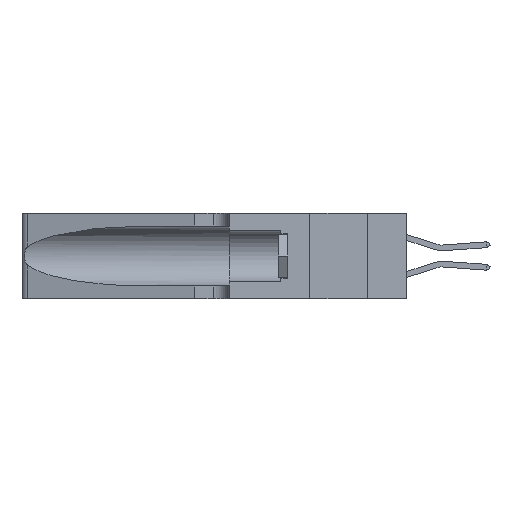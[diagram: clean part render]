
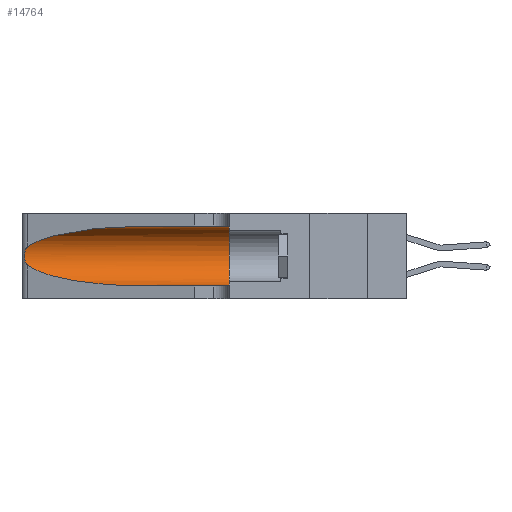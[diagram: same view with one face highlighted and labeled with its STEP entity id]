
A CAD part, left-side view. The second image highlights one B-rep face of the part: STEP entity #14764.
In plain terms, the highlighted cylindrical face has radius 3.308 mm (diameter 6.617 mm), a partial arc.
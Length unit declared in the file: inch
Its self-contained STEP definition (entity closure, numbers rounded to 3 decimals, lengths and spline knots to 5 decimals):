
#118 = ORIENTED_EDGE ( 'NONE', *, *, #26472, .T. ) ;
#1011 = AXIS2_PLACEMENT_3D ( 'NONE', #14644, #18835, #24742 ) ;
#1015 = VERTEX_POINT ( 'NONE', #20199 ) ;
#1351 = CARTESIAN_POINT ( 'NONE',  ( 0.25487, 1.22718, 0.22369 ) ) ;
#1374 = CIRCLE ( 'NONE', #14782, 0.13025 ) ;
#1722 =( BOUNDED_CURVE ( )  B_SPLINE_CURVE ( 3, ( #25467, #15076, #2552, #17066 ),
 .UNSPECIFIED., .F., .F. ) 
 B_SPLINE_CURVE_WITH_KNOTS ( ( 4, 4 ),
 ( 3.44316, 4.71239 ),
 .UNSPECIFIED. ) 
 CURVE ( )  GEOMETRIC_REPRESENTATION_ITEM ( )  RATIONAL_B_SPLINE_CURVE ( ( 1., 0.87, 0.87, 1. ) ) 
 REPRESENTATION_ITEM ( '' )  );
#2393 = EDGE_CURVE ( 'NONE', #22034, #21695, #24589, .T. ) ;
#2493 = VECTOR ( 'NONE', #8256, 39.37008 ) ;
#2499 = ORIENTED_EDGE ( 'NONE', *, *, #25695, .T. ) ;
#2552 = CARTESIAN_POINT ( 'NONE',  ( 0.18966, 0.96281, 0.05475 ) ) ;
#2639 = VERTEX_POINT ( 'NONE', #8525 ) ;
#2992 = LINE ( 'NONE', #8123, #21852 ) ;
#4149 = CARTESIAN_POINT ( 'NONE',  ( 0.1305, 1.61858, 0.31525 ) ) ;
#4599 = FACE_OUTER_BOUND ( 'NONE', #16252, .T. ) ;
#4702 = CARTESIAN_POINT ( 'NONE',  ( 0.1305, 0.35, 0.185 ) ) ;
#5138 = CARTESIAN_POINT ( 'NONE',  ( 0.25787, 1.23484, 0.2124 ) ) ;
#5237 = CARTESIAN_POINT ( 'NONE',  ( 0.25639, 1.23184, 0.21858 ) ) ;
#5534 = B_SPLINE_CURVE_WITH_KNOTS ( 'NONE', 3,
 ( #1351, #15569, #5237, #5138, #7235, #19764, #7325, #22044, #21693, #9240, #23755, #11331, #25879, #23938 ),
 .UNSPECIFIED., .F., .F.,
 ( 4, 2, 2, 2, 2, 2, 4 ),
 ( 0., 0.00027, 0.00053, 0.00107, 0.0016, 0.00187, 0.00214 ),
 .UNSPECIFIED. ) ;
#5594 = CARTESIAN_POINT ( 'NONE',  ( 0.1305, 0.35, 0.31525 ) ) ;
#5843 = DIRECTION ( 'NONE',  ( 0., -1., 0. ) ) ;
#6028 =( BOUNDED_CURVE ( )  B_SPLINE_CURVE ( 3, ( #10198, #8289, #7922, #24717 ),
 .UNSPECIFIED., .F., .F. ) 
 B_SPLINE_CURVE_WITH_KNOTS ( ( 4, 4 ),
 ( 1.5708, 2.84003 ),
 .UNSPECIFIED. ) 
 CURVE ( )  GEOMETRIC_REPRESENTATION_ITEM ( )  RATIONAL_B_SPLINE_CURVE ( ( 1., 0.87, 0.87, 1. ) ) 
 REPRESENTATION_ITEM ( '' )  );
#7235 = CARTESIAN_POINT ( 'NONE',  ( 0.25854, 1.2359, 0.20912 ) ) ;
#7325 = CARTESIAN_POINT ( 'NONE',  ( 0.26075, 1.23896, 0.19203 ) ) ;
#7922 = CARTESIAN_POINT ( 'NONE',  ( 0.2373, 1.15595, 0.28018 ) ) ;
#8111 = ORIENTED_EDGE ( 'NONE', *, *, #22665, .T. ) ;
#8123 = CARTESIAN_POINT ( 'NONE',  ( 0.1305, 1.61858, 0.05475 ) ) ;
#8256 = DIRECTION ( 'NONE',  ( 0., -1., 0. ) ) ;
#8289 = CARTESIAN_POINT ( 'NONE',  ( 0.18966, 0.96281, 0.31525 ) ) ;
#8525 = CARTESIAN_POINT ( 'NONE',  ( 0.1305, 0.72297, 0.05475 ) ) ;
#9240 = CARTESIAN_POINT ( 'NONE',  ( 0.25856, 1.23593, 0.16098 ) ) ;
#10146 = CYLINDRICAL_SURFACE ( 'NONE', #1011, 0.13025 ) ;
#10198 = CARTESIAN_POINT ( 'NONE',  ( 0.1305, 0.72297, 0.31525 ) ) ;
#10885 = DIRECTION ( 'NONE',  ( 0., 0., 1. ) ) ;
#11025 = CARTESIAN_POINT ( 'NONE',  ( 0.1305, 0.35, 0.05475 ) ) ;
#11101 = ORIENTED_EDGE ( 'NONE', *, *, #18904, .T. ) ;
#11331 = CARTESIAN_POINT ( 'NONE',  ( 0.25639, 1.23186, 0.15144 ) ) ;
#14644 = CARTESIAN_POINT ( 'NONE',  ( 0.1305, 1.61858, 0.185 ) ) ;
#14764 = ADVANCED_FACE ( 'NONE', ( #4599 ), #10146, .F. ) ;
#14782 = AXIS2_PLACEMENT_3D ( 'NONE', #4702, #15321, #10885 ) ;
#15076 = CARTESIAN_POINT ( 'NONE',  ( 0.2373, 1.15595, 0.08982 ) ) ;
#15321 = DIRECTION ( 'NONE',  ( 0., 1., 0. ) ) ;
#15569 = CARTESIAN_POINT ( 'NONE',  ( 0.25555, 1.22994, 0.2215 ) ) ;
#16252 = EDGE_LOOP ( 'NONE', ( #8111, #11101, #118, #2499, #24466, #17772 ) ) ;
#17066 = CARTESIAN_POINT ( 'NONE',  ( 0.1305, 0.72297, 0.05475 ) ) ;
#17772 = ORIENTED_EDGE ( 'NONE', *, *, #2393, .F. ) ;
#18595 = CARTESIAN_POINT ( 'NONE',  ( 0.1305, 0.72297, 0.31525 ) ) ;
#18748 = EDGE_CURVE ( 'NONE', #21695, #22197, #1374, .T. ) ;
#18835 = DIRECTION ( 'NONE',  ( 0., -1., 0. ) ) ;
#18904 = EDGE_CURVE ( 'NONE', #1015, #21933, #5534, .T. ) ;
#19764 = CARTESIAN_POINT ( 'NONE',  ( 0.26018, 1.23835, 0.19895 ) ) ;
#20199 = CARTESIAN_POINT ( 'NONE',  ( 0.25487, 1.22718, 0.22369 ) ) ;
#21693 = CARTESIAN_POINT ( 'NONE',  ( 0.26017, 1.23833, 0.17102 ) ) ;
#21695 = VERTEX_POINT ( 'NONE', #5594 ) ;
#21852 = VECTOR ( 'NONE', #5843, 39.37008 ) ;
#21933 = VERTEX_POINT ( 'NONE', #26509 ) ;
#22034 = VERTEX_POINT ( 'NONE', #18595 ) ;
#22044 = CARTESIAN_POINT ( 'NONE',  ( 0.26075, 1.23896, 0.178 ) ) ;
#22197 = VERTEX_POINT ( 'NONE', #11025 ) ;
#22665 = EDGE_CURVE ( 'NONE', #22034, #1015, #6028, .T. ) ;
#23755 = CARTESIAN_POINT ( 'NONE',  ( 0.25789, 1.23486, 0.15765 ) ) ;
#23938 = CARTESIAN_POINT ( 'NONE',  ( 0.25487, 1.22718, 0.14631 ) ) ;
#24466 = ORIENTED_EDGE ( 'NONE', *, *, #18748, .F. ) ;
#24589 = LINE ( 'NONE', #4149, #2493 ) ;
#24717 = CARTESIAN_POINT ( 'NONE',  ( 0.25487, 1.22718, 0.22369 ) ) ;
#24742 = DIRECTION ( 'NONE',  ( 0., 0., -1. ) ) ;
#25467 = CARTESIAN_POINT ( 'NONE',  ( 0.25487, 1.22718, 0.14631 ) ) ;
#25695 = EDGE_CURVE ( 'NONE', #2639, #22197, #2992, .T. ) ;
#25879 = CARTESIAN_POINT ( 'NONE',  ( 0.25555, 1.22993, 0.14849 ) ) ;
#26472 = EDGE_CURVE ( 'NONE', #21933, #2639, #1722, .T. ) ;
#26509 = CARTESIAN_POINT ( 'NONE',  ( 0.25487, 1.22718, 0.14631 ) ) ;
